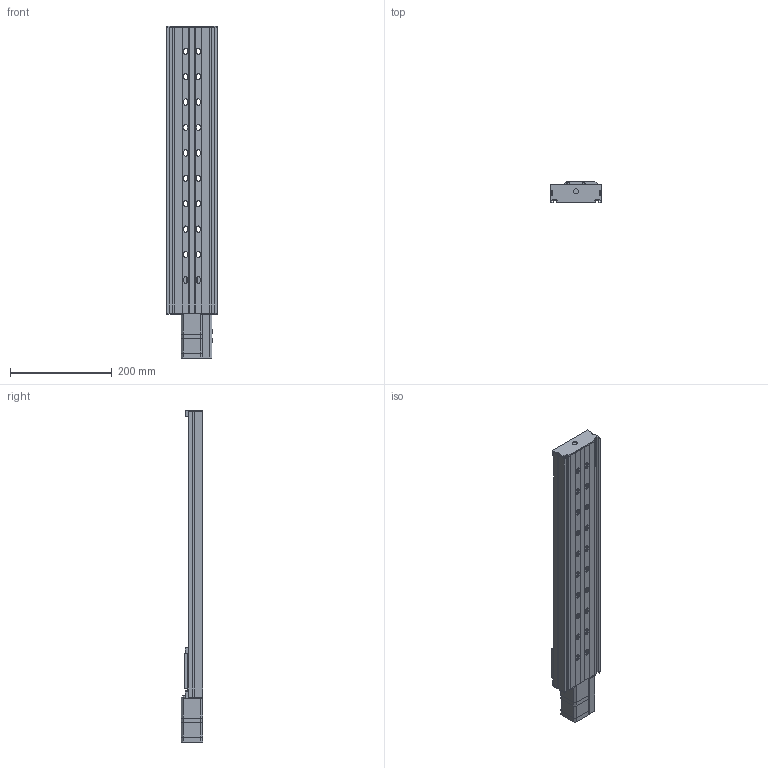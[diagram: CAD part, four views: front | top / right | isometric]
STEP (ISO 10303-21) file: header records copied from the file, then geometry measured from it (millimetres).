
FILE_DESCRIPTION (( 'STEP AP203' ), '1' );
FILE_NAME ('X-LRQ450xL-SVx.step', '2023-05-17T23:49:29', ( '' ), ( '' ), 'SwSTEP 2.0', 'SolidWorks 2019', '' );
FILE_SCHEMA (( 'CONFIG_CONTROL_DESIGN' ));
Length unit declared in the file: millimetre
Products named in the file (4): NMS17_motor^LRQ_LRQ-V; LRQ_carriage^LRQ_LRQ-V; LRQ_base^LRQ_LRQ450L-V; X-LRQ450xL-SVx
Assembly tree (3 placements, depth 2):
  X-LRQ450xL-SVx
    LRQ_base^LRQ_LRQ450L-V
    LRQ_carriage^LRQ_LRQ-V
    NMS17_motor^LRQ_LRQ-V
Bounding box: 100 x 42.5 x 653.2 mm (x, y, z)
Volume: 1043081.8 mm3; surface area: 386743.6 mm2
Topology: 28 solids, 28 shells, 800 faces, 2041 edges, 1355 vertices
Faces by surface type: plane 490, cylinder 296, torus 12, cone 2
Entity records: 24932 total; most frequent: CARTESIAN_POINT 4366, DIRECTION 4260, ORIENTED_EDGE 4082, EDGE_CURVE 2041, AXIS2_PLACEMENT_3D 1421, VECTOR 1418, LINE 1418, VERTEX_POINT 1355
